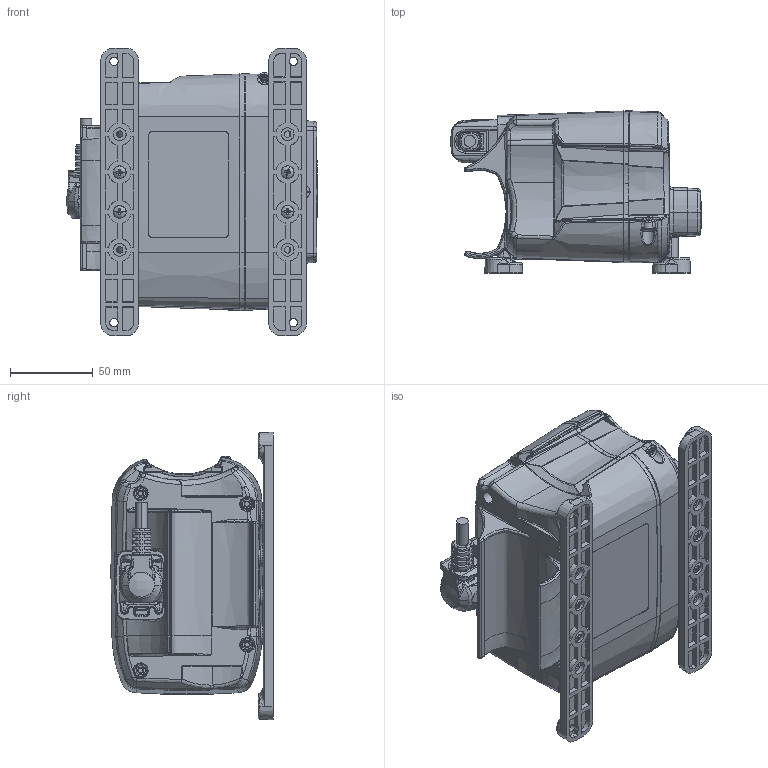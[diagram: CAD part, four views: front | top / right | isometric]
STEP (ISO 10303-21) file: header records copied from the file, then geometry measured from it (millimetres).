
FILE_DESCRIPTION (( 'STEP AP203' ), '1' );
FILE_NAME ('MC 10 mit Fuß.STEP', '2015-02-06T09:24:33', ( 'admin' ), ( 'Hewlett-Packard Company' ), 'SwSTEP 2.0', 'SolidWorks 2014', '' );
FILE_SCHEMA (( 'CONFIG_CONTROL_DESIGN' ));
Length unit declared in the file: millimetre
Products named in the file (1): MC 10 mit Fuﾟ
Bounding box: 151.4 x 98 x 174.04 mm (x, y, z)
Volume: 1218454.3 mm3; surface area: 129180.8 mm2
Topology: 2 solids, 6 shells, 3055 faces, 7827 edges, 4782 vertices
Faces by surface type: bspline 1020, plane 934, cylinder 457, cone 398, torus 193, sphere 53
Entity records: 181691 total; most frequent: CARTESIAN_POINT 117861, ORIENTED_EDGE 15440, DIRECTION 10214, EDGE_CURVE 7720, VERTEX_POINT 4782, AXIS2_PLACEMENT_3D 3755, EDGE_LOOP 3206, ADVANCED_FACE 3055
